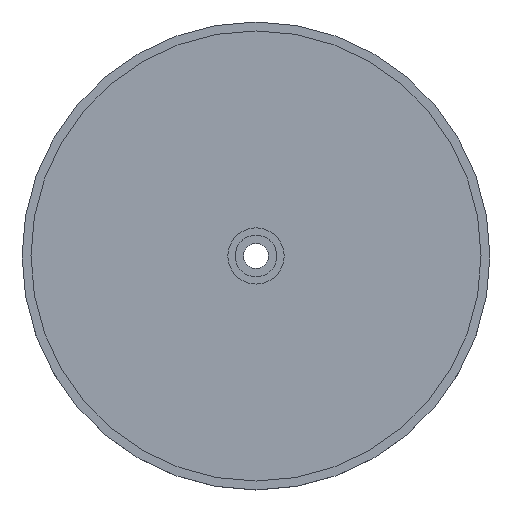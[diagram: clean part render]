
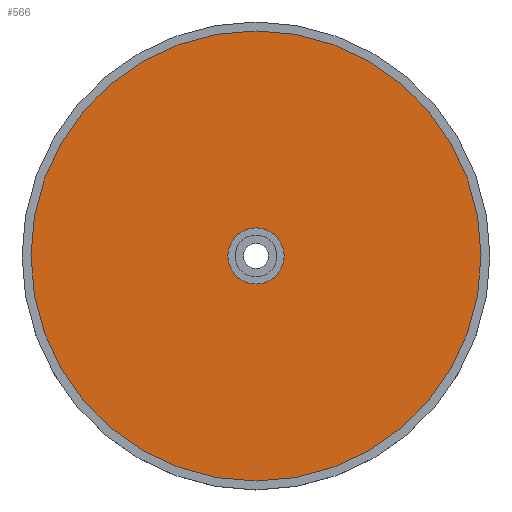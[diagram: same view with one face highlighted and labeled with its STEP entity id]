
A CAD part, top view. The second image highlights one B-rep face of the part: STEP entity #566.
In plain terms, the highlighted planar face has unit normal (0, 0, 1).
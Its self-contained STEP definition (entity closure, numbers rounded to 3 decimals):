
#138=CARTESIAN_POINT('',(0.,0.,7.725));
#139=DIRECTION('',(0.,0.,1.));
#140=DIRECTION('',(1.,0.,0.));
#141=AXIS2_PLACEMENT_3D('',#138,#139,#140);
#143=CARTESIAN_POINT('',(0.,0.,7.725));
#144=DIRECTION('',(0.,0.,1.));
#145=DIRECTION('',(-1.,0.,0.));
#146=AXIS2_PLACEMENT_3D('',#143,#144,#145);
#148=CARTESIAN_POINT('',(0.,0.,7.725));
#149=DIRECTION('',(0.,0.,-1.));
#150=DIRECTION('',(-1.,0.,0.));
#151=AXIS2_PLACEMENT_3D('',#148,#149,#150);
#153=CARTESIAN_POINT('',(0.,0.,7.725));
#154=DIRECTION('',(0.,0.,-1.));
#155=DIRECTION('',(1.,0.,0.));
#156=AXIS2_PLACEMENT_3D('',#153,#154,#155);
#282=CARTESIAN_POINT('',(-5.05,0.,7.725));
#283=CARTESIAN_POINT('',(5.05,0.,7.725));
#284=VERTEX_POINT('',#282);
#285=VERTEX_POINT('',#283);
#290=CARTESIAN_POINT('',(40.4,0.,7.725));
#292=VERTEX_POINT('',#290);
#294=CARTESIAN_POINT('',(-40.4,0.,7.725));
#295=VERTEX_POINT('',#294);
#551=CARTESIAN_POINT('',(0.,0.,7.725));
#552=DIRECTION('',(0.,0.,1.));
#553=DIRECTION('',(1.,0.,0.));
#554=AXIS2_PLACEMENT_3D('',#551,#552,#553);
#555=PLANE('',#554);
#556=ORIENTED_EDGE('',*,*,#507,.F.);
#557=ORIENTED_EDGE('',*,*,#534,.F.);
#558=EDGE_LOOP('',(#556,#557));
#559=FACE_OUTER_BOUND('',#558,.F.);
#561=ORIENTED_EDGE('',*,*,#560,.F.);
#563=ORIENTED_EDGE('',*,*,#562,.F.);
#564=EDGE_LOOP('',(#561,#563));
#565=FACE_BOUND('',#564,.F.);
#566=ADVANCED_FACE('',(#559,#565),#555,.T.);
#142=CIRCLE('',#141,40.4);
#147=CIRCLE('',#146,40.4);
#152=CIRCLE('',#151,5.05);
#157=CIRCLE('',#156,5.05);
#507=EDGE_CURVE('',#292,#295,#142,.T.);
#534=EDGE_CURVE('',#295,#292,#147,.T.);
#560=EDGE_CURVE('',#284,#285,#152,.T.);
#562=EDGE_CURVE('',#285,#284,#157,.T.);
